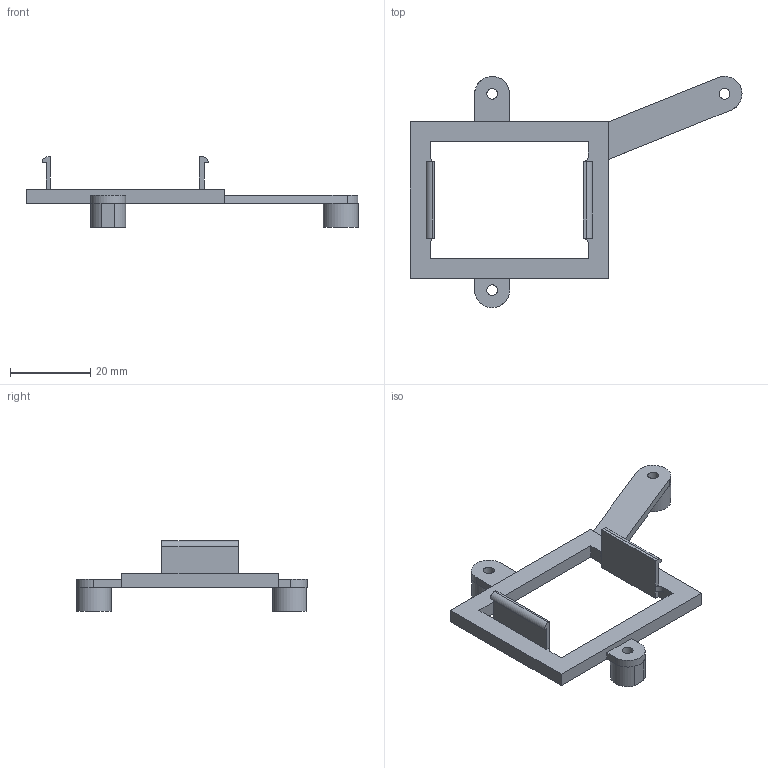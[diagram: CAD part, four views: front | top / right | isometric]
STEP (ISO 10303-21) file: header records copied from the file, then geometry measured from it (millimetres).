
FILE_DESCRIPTION(/* description */ (''),/* implementation_level */ '2;1');
FILE_NAME(/* name */ 'Eris LCD Mount Pi Attachment.step',/* time_stamp */ '2023-09-13T09:56:25-05:00',/* author */ (''),/* organization */ (''),/* preprocessor_version */ 'ST-DEVELOPER v20',/* originating_system */ 'Autodesk Translation Framework v12.9.0.99',/* authorisation */ '');
FILE_SCHEMA (('AUTOMOTIVE_DESIGN { 1 0 10303 214 3 1 1 }'));
Length unit declared in the file: millimetre
Products named in the file (1): Eris LCD Mount Pi Attachment
Bounding box: 82.85 x 57.69 x 17.55 mm (x, y, z)
Volume: 5106.3 mm3; surface area: 5544.8 mm2
Topology: 4 solids, 4 shells, 69 faces, 174 edges, 113 vertices
Faces by surface type: plane 50, cylinder 19
Full cylindrical faces by diameter (mm): 2.7 x6, 8.7 x2
Entity records: 2112 total; most frequent: CARTESIAN_POINT 357, DIRECTION 352, ORIENTED_EDGE 348, EDGE_CURVE 174, LINE 136, VECTOR 136, VERTEX_POINT 113, AXIS2_PLACEMENT_3D 108
